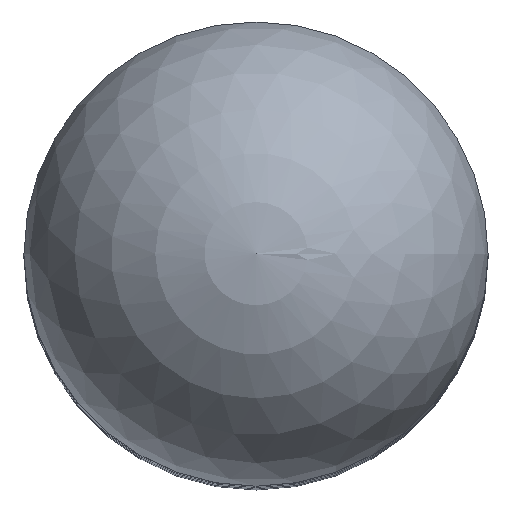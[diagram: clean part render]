
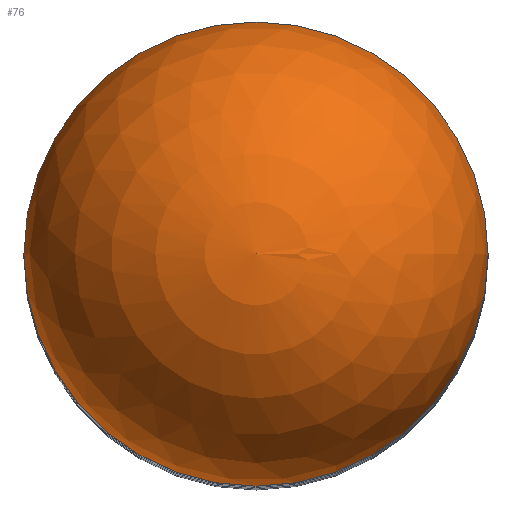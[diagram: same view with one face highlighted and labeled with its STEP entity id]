
A CAD part, top view. The second image highlights one B-rep face of the part: STEP entity #76.
In plain terms, the highlighted spherical face has radius 3.175 mm.
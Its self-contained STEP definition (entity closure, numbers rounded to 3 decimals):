
#76=ADVANCED_FACE('',(#87),#84,.T.);
#84=SPHERICAL_SURFACE('',#184,3.175);
#87=FACE_OUTER_BOUND('',#95,.T.);
#95=EDGE_LOOP('',(#109));
#109=ORIENTED_EDGE('',*,*,#128,.F.);
#121=VERTEX_POINT('',#263);
#128=EDGE_CURVE('',#121,#121,#135,.T.);
#135=CIRCLE('',#183,3.175);
#183=AXIS2_PLACEMENT_3D('',#262,#213,#214);
#184=AXIS2_PLACEMENT_3D('',#264,#215,#216);
#213=DIRECTION('',(0.,0.,-1.));
#214=DIRECTION('',(-1.,0.,0.));
#215=DIRECTION('',(0.,0.,-1.));
#216=DIRECTION('',(1.,0.,0.));
#262=CARTESIAN_POINT('',(0.,0.,-3.175));
#263=CARTESIAN_POINT('',(-3.175,0.,-3.175));
#264=CARTESIAN_POINT('',(0.,0.,-3.175));
